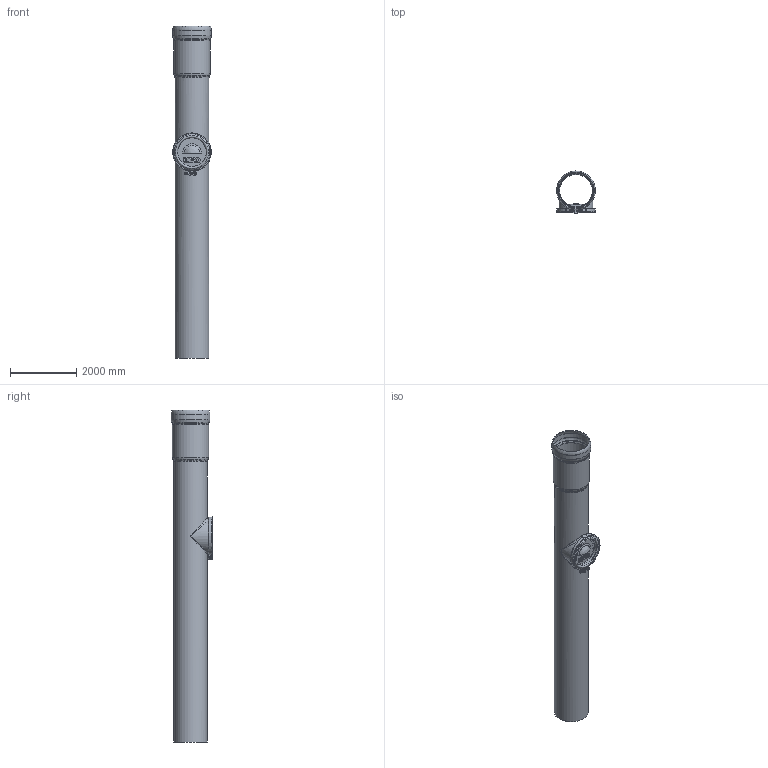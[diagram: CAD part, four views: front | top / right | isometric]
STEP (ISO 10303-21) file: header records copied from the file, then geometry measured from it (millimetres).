
FILE_DESCRIPTION(/* description */ (''),/* implementation_level */ '2;1');
FILE_NAME(/* name */ '55103.100X_3D.stp',/* time_stamp */ '2024-12-12T09:30:47+01:00',/* author */ ('CAD'),/* organization */ (''),/* preprocessor_version */ 'ST-DEVELOPER v20',/* originating_system */ 'AutoCAD Mechanical',/* authorisation */ '');
FILE_SCHEMA (('AUTOMOTIVE_DESIGN { 1 0 10303 214 3 1 1 }'));
Length unit declared in the file: centimetre
Products named in the file (3): Product; *S0; 1
Assembly tree (2 placements, depth 2):
  Product
    *S0
    1
Bounding box: 1170 x 1260.46 x 10000 mm (x, y, z)
Volume: 532108693.7 mm3; surface area: 71006319.2 mm2
Topology: 11 solids, 12 shells, 868 faces, 2247 edges, 1385 vertices
Faces by surface type: bspline 386, plane 206, cone 127, cylinder 86, torus 47, sphere 16
Full cylindrical faces by diameter (mm): 40 x1, 70 x2, 120 x1, 880 x1, 910 x2, 940 x2, 990 x1, 1020 x1, 1060 x1, 1090 x1, 1140 x1, 1170 x1
Entity records: 46634 total; most frequent: CARTESIAN_POINT 27840, ORIENTED_EDGE 4274, DIRECTION 3236, EDGE_CURVE 2137, LINE 1440, VECTOR 1440, VERTEX_POINT 1379, AXIS2_PLACEMENT_3D 898
